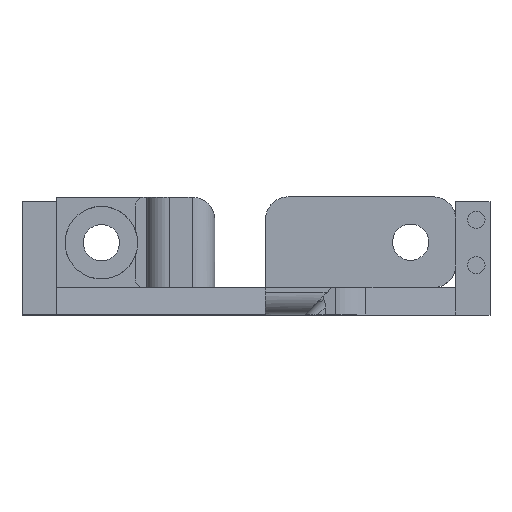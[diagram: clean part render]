
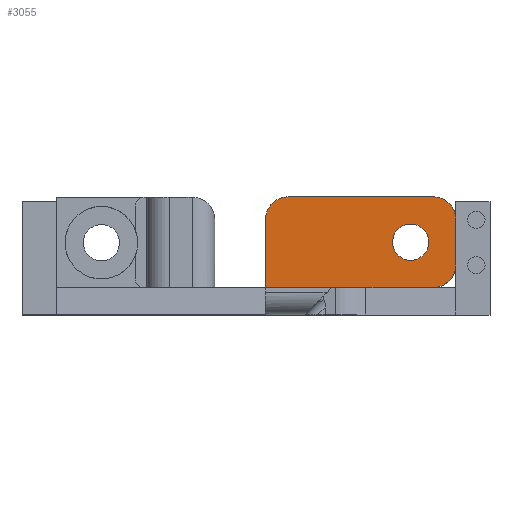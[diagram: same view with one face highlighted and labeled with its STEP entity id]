
A CAD part, top view. The second image highlights one B-rep face of the part: STEP entity #3055.
In plain terms, the highlighted planar face has unit normal (0, 0, 1).
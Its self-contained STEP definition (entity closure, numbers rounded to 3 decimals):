
#66 = DIRECTION ( 'NONE',  ( 0., 0., -1. ) ) ;
#88 = CARTESIAN_POINT ( 'NONE',  ( 9.425, 21., 127. ) ) ;
#116 = CIRCLE ( 'NONE', #1020, 5. ) ;
#136 = CARTESIAN_POINT ( 'NONE',  ( 41.425, 16., 127. ) ) ;
#138 = DIRECTION ( 'NONE',  ( 0., 0., -1. ) ) ;
#210 = CARTESIAN_POINT ( 'NONE',  ( 31.425, 6., 127. ) ) ;
#249 = ORIENTED_EDGE ( 'NONE', *, *, #1672, .F. ) ;
#271 = ORIENTED_EDGE ( 'NONE', *, *, #772, .T. ) ;
#273 = DIRECTION ( 'NONE',  ( 0., 0., -1. ) ) ;
#294 = DIRECTION ( 'NONE',  ( 0., 0., 1. ) ) ;
#336 = VERTEX_POINT ( 'NONE', #2338 ) ;
#385 = CIRCLE ( 'NONE', #2034, 5. ) ;
#450 = EDGE_CURVE ( 'NONE', #2718, #1416, #537, .T. ) ;
#454 = CARTESIAN_POINT ( 'NONE',  ( 51.425, 26., 127. ) ) ;
#476 = LINE ( 'NONE', #2580, #2475 ) ;
#537 = CIRCLE ( 'NONE', #735, 4. ) ;
#552 = CARTESIAN_POINT ( 'NONE',  ( 41.425, 16., 127. ) ) ;
#599 = VERTEX_POINT ( 'NONE', #2264 ) ;
#724 = AXIS2_PLACEMENT_3D ( 'NONE', #1048, #66, #2457 ) ;
#735 = AXIS2_PLACEMENT_3D ( 'NONE', #552, #294, #2441 ) ;
#742 = EDGE_CURVE ( 'NONE', #1461, #2412, #1858, .T. ) ;
#772 = EDGE_CURVE ( 'NONE', #336, #2805, #2623, .T. ) ;
#856 = DIRECTION ( 'NONE',  ( 1., 0., 0. ) ) ;
#907 = ORIENTED_EDGE ( 'NONE', *, *, #742, .F. ) ;
#968 = CARTESIAN_POINT ( 'NONE',  ( 14.425, 21., 127. ) ) ;
#973 = CIRCLE ( 'NONE', #724, 5. ) ;
#1001 = EDGE_CURVE ( 'NONE', #1127, #2805, #385, .T. ) ;
#1020 = AXIS2_PLACEMENT_3D ( 'NONE', #1748, #273, #2682 ) ;
#1046 = FACE_BOUND ( 'NONE', #2471, .T. ) ;
#1048 = CARTESIAN_POINT ( 'NONE',  ( 46.425, 21., 127. ) ) ;
#1055 = ORIENTED_EDGE ( 'NONE', *, *, #1786, .F. ) ;
#1058 = DIRECTION ( 'NONE',  ( 0., 0., 1. ) ) ;
#1086 = CARTESIAN_POINT ( 'NONE',  ( 51.425, 21., 127. ) ) ;
#1094 = EDGE_CURVE ( 'NONE', #1416, #2718, #2136, .T. ) ;
#1127 = VERTEX_POINT ( 'NONE', #88 ) ;
#1146 = CARTESIAN_POINT ( 'NONE',  ( 9.425, 6., 127. ) ) ;
#1236 = EDGE_CURVE ( 'NONE', #599, #1617, #3071, .T. ) ;
#1416 = VERTEX_POINT ( 'NONE', #2807 ) ;
#1438 = DIRECTION ( 'NONE',  ( 0., -1., 0. ) ) ;
#1461 = VERTEX_POINT ( 'NONE', #1086 ) ;
#1488 = CARTESIAN_POINT ( 'NONE',  ( 37.425, 16., 127. ) ) ;
#1612 = CARTESIAN_POINT ( 'NONE',  ( 31.425, 26., 127. ) ) ;
#1617 = VERTEX_POINT ( 'NONE', #1146 ) ;
#1663 = DIRECTION ( 'NONE',  ( 0., -1., 0. ) ) ;
#1672 = EDGE_CURVE ( 'NONE', #336, #1461, #973, .T. ) ;
#1748 = CARTESIAN_POINT ( 'NONE',  ( 46.425, 11., 127. ) ) ;
#1750 = ORIENTED_EDGE ( 'NONE', *, *, #1001, .F. ) ;
#1767 = CARTESIAN_POINT ( 'NONE',  ( 51.425, 11., 127. ) ) ;
#1786 = EDGE_CURVE ( 'NONE', #2412, #599, #116, .T. ) ;
#1835 = CARTESIAN_POINT ( 'NONE',  ( 14.425, 26., 127. ) ) ;
#1852 = ORIENTED_EDGE ( 'NONE', *, *, #1236, .F. ) ;
#1858 = LINE ( 'NONE', #454, #2541 ) ;
#1908 = DIRECTION ( 'NONE',  ( -1., 0., 0. ) ) ;
#1928 = DIRECTION ( 'NONE',  ( 0., 0., -1. ) ) ;
#2004 = FACE_OUTER_BOUND ( 'NONE', #2565, .T. ) ;
#2034 = AXIS2_PLACEMENT_3D ( 'NONE', #968, #1928, #2907 ) ;
#2041 = ORIENTED_EDGE ( 'NONE', *, *, #2375, .T. ) ;
#2136 = CIRCLE ( 'NONE', #2490, 4. ) ;
#2264 = CARTESIAN_POINT ( 'NONE',  ( 46.425, 6., 127. ) ) ;
#2338 = CARTESIAN_POINT ( 'NONE',  ( 46.425, 26., 127. ) ) ;
#2375 = EDGE_CURVE ( 'NONE', #1127, #1617, #476, .T. ) ;
#2412 = VERTEX_POINT ( 'NONE', #1767 ) ;
#2441 = DIRECTION ( 'NONE',  ( 1., 0., 0. ) ) ;
#2443 = VECTOR ( 'NONE', #2853, 1000. ) ;
#2457 = DIRECTION ( 'NONE',  ( 1., 0., 0. ) ) ;
#2471 = EDGE_LOOP ( 'NONE', ( #2785, #2519 ) ) ;
#2475 = VECTOR ( 'NONE', #1438, 1000. ) ;
#2490 = AXIS2_PLACEMENT_3D ( 'NONE', #136, #1058, #856 ) ;
#2509 = DIRECTION ( 'NONE',  ( 1., 0., 0. ) ) ;
#2519 = ORIENTED_EDGE ( 'NONE', *, *, #450, .F. ) ;
#2541 = VECTOR ( 'NONE', #1663, 1000. ) ;
#2565 = EDGE_LOOP ( 'NONE', ( #2041, #1852, #1055, #907, #249, #271, #1750 ) ) ;
#2580 = CARTESIAN_POINT ( 'NONE',  ( 9.425, 26., 127. ) ) ;
#2623 = LINE ( 'NONE', #1612, #2443 ) ;
#2682 = DIRECTION ( 'NONE',  ( 1., 0., 0. ) ) ;
#2718 = VERTEX_POINT ( 'NONE', #1488 ) ;
#2738 = CARTESIAN_POINT ( 'NONE',  ( 31.425, 26., 127. ) ) ;
#2749 = VECTOR ( 'NONE', #1908, 1000. ) ;
#2785 = ORIENTED_EDGE ( 'NONE', *, *, #1094, .F. ) ;
#2805 = VERTEX_POINT ( 'NONE', #1835 ) ;
#2807 = CARTESIAN_POINT ( 'NONE',  ( 45.425, 16., 127. ) ) ;
#2846 = AXIS2_PLACEMENT_3D ( 'NONE', #2738, #138, #2509 ) ;
#2853 = DIRECTION ( 'NONE',  ( -1., 0., 0. ) ) ;
#2907 = DIRECTION ( 'NONE',  ( 1., 0., 0. ) ) ;
#2979 = PLANE ( 'NONE',  #2846 ) ;
#3055 = ADVANCED_FACE ( 'NONE', ( #1046, #2004 ), #2979, .F. ) ;
#3071 = LINE ( 'NONE', #210, #2749 ) ;
